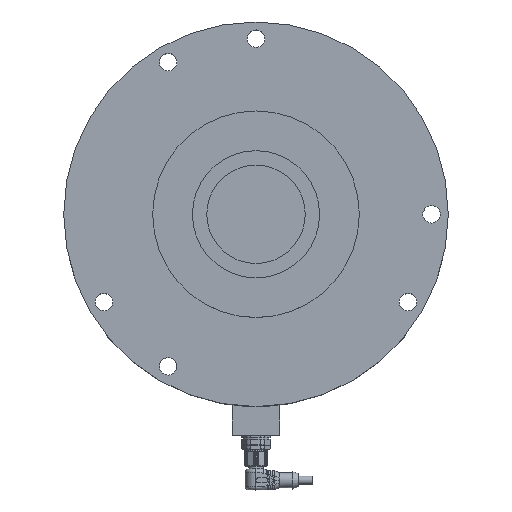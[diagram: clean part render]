
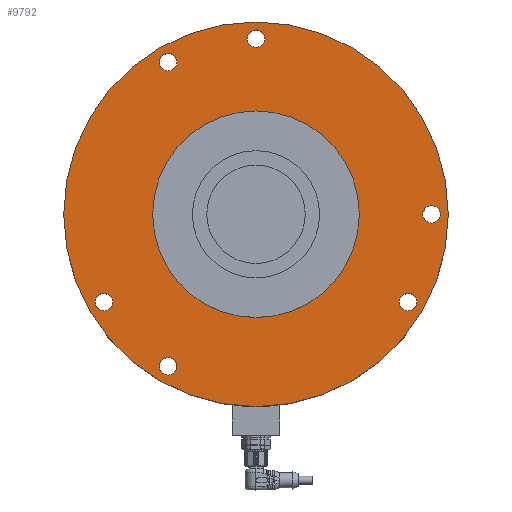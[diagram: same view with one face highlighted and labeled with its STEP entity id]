
A CAD part, top view. The second image highlights one B-rep face of the part: STEP entity #9792.
In plain terms, the highlighted planar face has unit normal (0, 0, 1).
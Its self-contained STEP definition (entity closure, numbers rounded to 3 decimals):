
#217 = CARTESIAN_POINT ( 'NONE',  ( 110.5, 0., 36. ) ) ;
#371 = CIRCLE ( 'NONE', #19191, 5.5 ) ;
#413 = DIRECTION ( 'NONE',  ( 1., 0., 0. ) ) ;
#611 = EDGE_CURVE ( 'NONE', #2402, #2402, #5678, .T. ) ;
#645 = DIRECTION ( 'NONE',  ( 1., 0., 0. ) ) ;
#697 = ORIENTED_EDGE ( 'NONE', *, *, #14857, .T. ) ;
#984 = CARTESIAN_POINT ( 'NONE',  ( 0., 0., 36. ) ) ;
#989 = DIRECTION ( 'NONE',  ( -1., 0., 0. ) ) ;
#1107 = EDGE_CURVE ( 'NONE', #4173, #4173, #20953, .T. ) ;
#1891 = ORIENTED_EDGE ( 'NONE', *, *, #7193, .T. ) ;
#2251 = VERTEX_POINT ( 'NONE', #5770 ) ;
#2402 = VERTEX_POINT ( 'NONE', #10045 ) ;
#2649 = CARTESIAN_POINT ( 'NONE',  ( 95.696, -55.25, 36. ) ) ;
#3898 = CARTESIAN_POINT ( 'NONE',  ( 116., 0., 36. ) ) ;
#3998 = AXIS2_PLACEMENT_3D ( 'NONE', #984, #8639, #23901 ) ;
#4173 = VERTEX_POINT ( 'NONE', #22938 ) ;
#4184 = CIRCLE ( 'NONE', #21373, 5.5 ) ;
#4268 = CARTESIAN_POINT ( 'NONE',  ( -95.696, -55.25, 36. ) ) ;
#4290 = DIRECTION ( 'NONE',  ( 0., 0., -1. ) ) ;
#4311 = DIRECTION ( 'NONE',  ( 0., 0., -1. ) ) ;
#4342 = EDGE_LOOP ( 'NONE', ( #1891 ) ) ;
#4539 = CARTESIAN_POINT ( 'NONE',  ( 0., 0., 36. ) ) ;
#4831 = EDGE_LOOP ( 'NONE', ( #20660 ) ) ;
#5678 = CIRCLE ( 'NONE', #19657, 5.5 ) ;
#5699 = ORIENTED_EDGE ( 'NONE', *, *, #1107, .F. ) ;
#5770 = CARTESIAN_POINT ( 'NONE',  ( -121., 0., 36. ) ) ;
#5923 = EDGE_LOOP ( 'NONE', ( #697 ) ) ;
#6453 = DIRECTION ( 'NONE',  ( 1., 0., 0. ) ) ;
#6698 = FACE_BOUND ( 'NONE', #14223, .T. ) ;
#7193 = EDGE_CURVE ( 'NONE', #16646, #16646, #11339, .T. ) ;
#8052 = CARTESIAN_POINT ( 'NONE',  ( -55.25, -95.696, 36. ) ) ;
#8110 = EDGE_CURVE ( 'NONE', #20775, #20775, #4184, .T. ) ;
#8139 = CARTESIAN_POINT ( 'NONE',  ( -90.196, -55.25, 36. ) ) ;
#8639 = DIRECTION ( 'NONE',  ( 0., 0., 1. ) ) ;
#8742 = ORIENTED_EDGE ( 'NONE', *, *, #12884, .T. ) ;
#9607 = FACE_BOUND ( 'NONE', #16313, .T. ) ;
#9635 = DIRECTION ( 'NONE',  ( 0., 0., -1. ) ) ;
#9792 = ADVANCED_FACE ( 'NONE', ( #16080, #23011, #9607, #23712, #17362, #6698, #23827, #17232 ), #23130, .F. ) ;
#9945 = DIRECTION ( 'NONE',  ( 0., 0., -1. ) ) ;
#10045 = CARTESIAN_POINT ( 'NONE',  ( -49.75, 95.696, 36. ) ) ;
#10330 = ORIENTED_EDGE ( 'NONE', *, *, #611, .T. ) ;
#10548 = DIRECTION ( 'NONE',  ( 0., 0., -1. ) ) ;
#11339 = CIRCLE ( 'NONE', #16905, 5.5 ) ;
#12247 = EDGE_CURVE ( 'NONE', #2251, #2251, #15573, .T. ) ;
#12304 = DIRECTION ( 'NONE',  ( 1., 0., 0. ) ) ;
#12533 = EDGE_CURVE ( 'NONE', #21044, #21044, #371, .T. ) ;
#12884 = EDGE_CURVE ( 'NONE', #15413, #15413, #13187, .T. ) ;
#13187 = CIRCLE ( 'NONE', #21205, 5.5 ) ;
#14223 = EDGE_LOOP ( 'NONE', ( #10330 ) ) ;
#14573 = EDGE_LOOP ( 'NONE', ( #5699 ) ) ;
#14857 = EDGE_CURVE ( 'NONE', #21415, #21415, #23467, .T. ) ;
#15208 = EDGE_LOOP ( 'NONE', ( #8742 ) ) ;
#15413 = VERTEX_POINT ( 'NONE', #19025 ) ;
#15573 = CIRCLE ( 'NONE', #3998, 121. ) ;
#15911 = DIRECTION ( 'NONE',  ( 0., 0., 1. ) ) ;
#16080 = FACE_BOUND ( 'NONE', #15208, .T. ) ;
#16313 = EDGE_LOOP ( 'NONE', ( #19883 ) ) ;
#16646 = VERTEX_POINT ( 'NONE', #22415 ) ;
#16905 = AXIS2_PLACEMENT_3D ( 'NONE', #2649, #4290, #23541 ) ;
#16931 = AXIS2_PLACEMENT_3D ( 'NONE', #4539, #15911, #989 ) ;
#17232 = FACE_OUTER_BOUND ( 'NONE', #4831, .T. ) ;
#17362 = FACE_BOUND ( 'NONE', #20883, .T. ) ;
#18486 = ORIENTED_EDGE ( 'NONE', *, *, #8110, .T. ) ;
#19025 = CARTESIAN_POINT ( 'NONE',  ( -49.75, -95.696, 36. ) ) ;
#19191 = AXIS2_PLACEMENT_3D ( 'NONE', #217, #23501, #19741 ) ;
#19657 = AXIS2_PLACEMENT_3D ( 'NONE', #19934, #10548, #645 ) ;
#19741 = DIRECTION ( 'NONE',  ( 1., 0., 0. ) ) ;
#19883 = ORIENTED_EDGE ( 'NONE', *, *, #12533, .T. ) ;
#19934 = CARTESIAN_POINT ( 'NONE',  ( -55.25, 95.696, 36. ) ) ;
#19953 = CARTESIAN_POINT ( 'NONE',  ( 0., 110.5, 36. ) ) ;
#20660 = ORIENTED_EDGE ( 'NONE', *, *, #12247, .T. ) ;
#20775 = VERTEX_POINT ( 'NONE', #22527 ) ;
#20883 = EDGE_LOOP ( 'NONE', ( #18486 ) ) ;
#20953 = CIRCLE ( 'NONE', #16931, 65. ) ;
#21015 = DIRECTION ( 'NONE',  ( 0., 0., -1. ) ) ;
#21044 = VERTEX_POINT ( 'NONE', #3898 ) ;
#21205 = AXIS2_PLACEMENT_3D ( 'NONE', #8052, #4311, #12304 ) ;
#21373 = AXIS2_PLACEMENT_3D ( 'NONE', #19953, #9945, #413 ) ;
#21415 = VERTEX_POINT ( 'NONE', #8139 ) ;
#21417 = DIRECTION ( 'NONE',  ( 1., 0., 0. ) ) ;
#22415 = CARTESIAN_POINT ( 'NONE',  ( 101.196, -55.25, 36. ) ) ;
#22527 = CARTESIAN_POINT ( 'NONE',  ( 5.5, 110.5, 36. ) ) ;
#22659 = AXIS2_PLACEMENT_3D ( 'NONE', #23590, #21015, #6453 ) ;
#22938 = CARTESIAN_POINT ( 'NONE',  ( -65., 0., 36. ) ) ;
#23011 = FACE_BOUND ( 'NONE', #5923, .T. ) ;
#23130 = PLANE ( 'NONE',  #22659 ) ;
#23467 = CIRCLE ( 'NONE', #24659, 5.5 ) ;
#23501 = DIRECTION ( 'NONE',  ( 0., 0., -1. ) ) ;
#23541 = DIRECTION ( 'NONE',  ( 1., 0., 0. ) ) ;
#23590 = CARTESIAN_POINT ( 'NONE',  ( 0., -65., 36. ) ) ;
#23712 = FACE_BOUND ( 'NONE', #4342, .T. ) ;
#23827 = FACE_BOUND ( 'NONE', #14573, .T. ) ;
#23901 = DIRECTION ( 'NONE',  ( -1., 0., 0. ) ) ;
#24659 = AXIS2_PLACEMENT_3D ( 'NONE', #4268, #9635, #21417 ) ;
